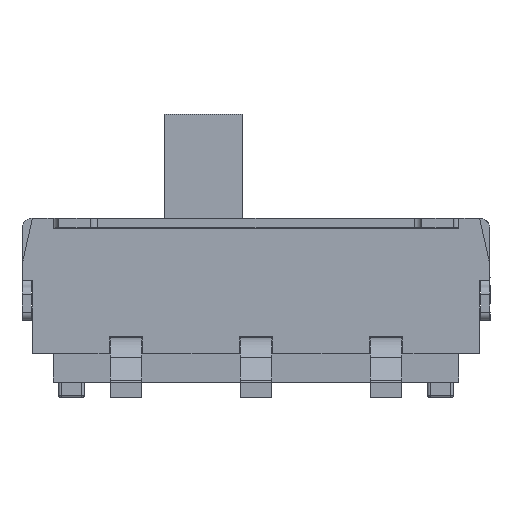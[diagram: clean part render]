
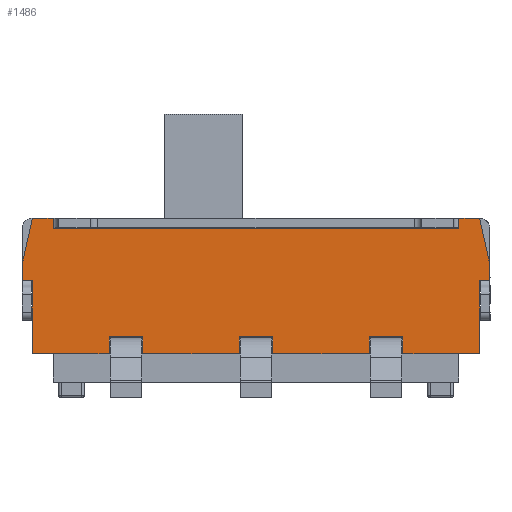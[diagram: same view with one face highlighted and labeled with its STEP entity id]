
A CAD part, front view. The second image highlights one B-rep face of the part: STEP entity #1486.
In plain terms, the highlighted free-form (B-spline) face has degree [1, 1] with [2, 2] control points.
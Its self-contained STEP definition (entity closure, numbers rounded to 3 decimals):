
#1110 = VERTEX_POINT('',#1111);
#1111 = CARTESIAN_POINT('',(3.9,-1.775,3.25));
#1116 = EDGE_CURVE('',#1117,#1110,#1119,.T.);
#1117 = VERTEX_POINT('',#1118);
#1118 = CARTESIAN_POINT('',(-3.9,-1.775,3.25));
#1119 = B_SPLINE_CURVE_WITH_KNOTS('',1,(#1120,#1121),.UNSPECIFIED.,.F.,
  .F.,(2,2),(0.,7.8),.PIECEWISE_BEZIER_KNOTS.);
#1120 = CARTESIAN_POINT('',(-3.9,-1.775,3.25));
#1121 = CARTESIAN_POINT('',(3.9,-1.775,3.25));
#1426 = EDGE_CURVE('',#1427,#1429,#1431,.T.);
#1427 = VERTEX_POINT('',#1428);
#1428 = CARTESIAN_POINT('',(2.175,-1.775,1.17));
#1429 = VERTEX_POINT('',#1430);
#1430 = CARTESIAN_POINT('',(2.825,-1.775,1.17));
#1431 = B_SPLINE_CURVE_WITH_KNOTS('',1,(#1432,#1433),.UNSPECIFIED.,.F.,
  .F.,(2,2),(0.,0.65),.PIECEWISE_BEZIER_KNOTS.);
#1432 = CARTESIAN_POINT('',(2.175,-1.775,1.17));
#1433 = CARTESIAN_POINT('',(2.825,-1.775,1.17));
#1486 = ADVANCED_FACE('',(#1487),#1655,.T.);
#1487 = FACE_BOUND('',#1488,.F.);
#1488 = EDGE_LOOP('',(#1489,#1490,#1497,#1504,#1511,#1518,#1525,#1532,
    #1539,#1546,#1553,#1560,#1567,#1574,#1581,#1588,#1595,#1600,#1601,
    #1608,#1615,#1622,#1629,#1636,#1643,#1650));
#1489 = ORIENTED_EDGE('',*,*,#1426,.F.);
#1490 = ORIENTED_EDGE('',*,*,#1491,.F.);
#1491 = EDGE_CURVE('',#1492,#1427,#1494,.T.);
#1492 = VERTEX_POINT('',#1493);
#1493 = CARTESIAN_POINT('',(2.175,-1.775,0.85));
#1494 = B_SPLINE_CURVE_WITH_KNOTS('',1,(#1495,#1496),.UNSPECIFIED.,.F.,
  .F.,(2,2),(0.,0.32),.PIECEWISE_BEZIER_KNOTS.);
#1495 = CARTESIAN_POINT('',(2.175,-1.775,0.85));
#1496 = CARTESIAN_POINT('',(2.175,-1.775,1.17));
#1497 = ORIENTED_EDGE('',*,*,#1498,.F.);
#1498 = EDGE_CURVE('',#1499,#1492,#1501,.T.);
#1499 = VERTEX_POINT('',#1500);
#1500 = CARTESIAN_POINT('',(0.325,-1.775,0.85));
#1501 = B_SPLINE_CURVE_WITH_KNOTS('',1,(#1502,#1503),.UNSPECIFIED.,.F.,
  .F.,(2,2),(0.,1.85),.PIECEWISE_BEZIER_KNOTS.);
#1502 = CARTESIAN_POINT('',(0.325,-1.775,0.85));
#1503 = CARTESIAN_POINT('',(2.175,-1.775,0.85));
#1504 = ORIENTED_EDGE('',*,*,#1505,.T.);
#1505 = EDGE_CURVE('',#1499,#1506,#1508,.T.);
#1506 = VERTEX_POINT('',#1507);
#1507 = CARTESIAN_POINT('',(0.325,-1.775,1.17));
#1508 = B_SPLINE_CURVE_WITH_KNOTS('',1,(#1509,#1510),.UNSPECIFIED.,.F.,
  .F.,(2,2),(0.,0.32),.PIECEWISE_BEZIER_KNOTS.);
#1509 = CARTESIAN_POINT('',(0.325,-1.775,0.85));
#1510 = CARTESIAN_POINT('',(0.325,-1.775,1.17));
#1511 = ORIENTED_EDGE('',*,*,#1512,.F.);
#1512 = EDGE_CURVE('',#1513,#1506,#1515,.T.);
#1513 = VERTEX_POINT('',#1514);
#1514 = CARTESIAN_POINT('',(-0.325,-1.775,1.17));
#1515 = B_SPLINE_CURVE_WITH_KNOTS('',1,(#1516,#1517),.UNSPECIFIED.,.F.,
  .F.,(2,2),(0.,0.65),.PIECEWISE_BEZIER_KNOTS.);
#1516 = CARTESIAN_POINT('',(-0.325,-1.775,1.17));
#1517 = CARTESIAN_POINT('',(0.325,-1.775,1.17));
#1518 = ORIENTED_EDGE('',*,*,#1519,.F.);
#1519 = EDGE_CURVE('',#1520,#1513,#1522,.T.);
#1520 = VERTEX_POINT('',#1521);
#1521 = CARTESIAN_POINT('',(-0.325,-1.775,0.85));
#1522 = B_SPLINE_CURVE_WITH_KNOTS('',1,(#1523,#1524),.UNSPECIFIED.,.F.,
  .F.,(2,2),(0.,0.32),.PIECEWISE_BEZIER_KNOTS.);
#1523 = CARTESIAN_POINT('',(-0.325,-1.775,0.85));
#1524 = CARTESIAN_POINT('',(-0.325,-1.775,1.17));
#1525 = ORIENTED_EDGE('',*,*,#1526,.F.);
#1526 = EDGE_CURVE('',#1527,#1520,#1529,.T.);
#1527 = VERTEX_POINT('',#1528);
#1528 = CARTESIAN_POINT('',(-2.175,-1.775,0.85));
#1529 = B_SPLINE_CURVE_WITH_KNOTS('',1,(#1530,#1531),.UNSPECIFIED.,.F.,
  .F.,(2,2),(0.,1.85),.PIECEWISE_BEZIER_KNOTS.);
#1530 = CARTESIAN_POINT('',(-2.175,-1.775,0.85));
#1531 = CARTESIAN_POINT('',(-0.325,-1.775,0.85));
#1532 = ORIENTED_EDGE('',*,*,#1533,.T.);
#1533 = EDGE_CURVE('',#1527,#1534,#1536,.T.);
#1534 = VERTEX_POINT('',#1535);
#1535 = CARTESIAN_POINT('',(-2.175,-1.775,1.17));
#1536 = B_SPLINE_CURVE_WITH_KNOTS('',1,(#1537,#1538),.UNSPECIFIED.,.F.,
  .F.,(2,2),(0.,0.32),.PIECEWISE_BEZIER_KNOTS.);
#1537 = CARTESIAN_POINT('',(-2.175,-1.775,0.85));
#1538 = CARTESIAN_POINT('',(-2.175,-1.775,1.17));
#1539 = ORIENTED_EDGE('',*,*,#1540,.F.);
#1540 = EDGE_CURVE('',#1541,#1534,#1543,.T.);
#1541 = VERTEX_POINT('',#1542);
#1542 = CARTESIAN_POINT('',(-2.825,-1.775,1.17));
#1543 = B_SPLINE_CURVE_WITH_KNOTS('',1,(#1544,#1545),.UNSPECIFIED.,.F.,
  .F.,(2,2),(0.,0.65),.PIECEWISE_BEZIER_KNOTS.);
#1544 = CARTESIAN_POINT('',(-2.825,-1.775,1.17));
#1545 = CARTESIAN_POINT('',(-2.175,-1.775,1.17));
#1546 = ORIENTED_EDGE('',*,*,#1547,.F.);
#1547 = EDGE_CURVE('',#1548,#1541,#1550,.T.);
#1548 = VERTEX_POINT('',#1549);
#1549 = CARTESIAN_POINT('',(-2.825,-1.775,0.85));
#1550 = B_SPLINE_CURVE_WITH_KNOTS('',1,(#1551,#1552),.UNSPECIFIED.,.F.,
  .F.,(2,2),(0.,0.32),.PIECEWISE_BEZIER_KNOTS.);
#1551 = CARTESIAN_POINT('',(-2.825,-1.775,0.85));
#1552 = CARTESIAN_POINT('',(-2.825,-1.775,1.17));
#1553 = ORIENTED_EDGE('',*,*,#1554,.F.);
#1554 = EDGE_CURVE('',#1555,#1548,#1557,.T.);
#1555 = VERTEX_POINT('',#1556);
#1556 = CARTESIAN_POINT('',(-4.3,-1.775,0.85));
#1557 = B_SPLINE_CURVE_WITH_KNOTS('',1,(#1558,#1559),.UNSPECIFIED.,.F.,
  .F.,(2,2),(0.,1.475),.PIECEWISE_BEZIER_KNOTS.);
#1558 = CARTESIAN_POINT('',(-4.3,-1.775,0.85));
#1559 = CARTESIAN_POINT('',(-2.825,-1.775,0.85));
#1560 = ORIENTED_EDGE('',*,*,#1561,.T.);
#1561 = EDGE_CURVE('',#1555,#1562,#1564,.T.);
#1562 = VERTEX_POINT('',#1563);
#1563 = CARTESIAN_POINT('',(-4.3,-1.775,2.25));
#1564 = B_SPLINE_CURVE_WITH_KNOTS('',1,(#1565,#1566),.UNSPECIFIED.,.F.,
  .F.,(2,2),(0.,1.4),.PIECEWISE_BEZIER_KNOTS.);
#1565 = CARTESIAN_POINT('',(-4.3,-1.775,0.85));
#1566 = CARTESIAN_POINT('',(-4.3,-1.775,2.25));
#1567 = ORIENTED_EDGE('',*,*,#1568,.F.);
#1568 = EDGE_CURVE('',#1569,#1562,#1571,.T.);
#1569 = VERTEX_POINT('',#1570);
#1570 = CARTESIAN_POINT('',(-4.5,-1.775,2.25));
#1571 = B_SPLINE_CURVE_WITH_KNOTS('',1,(#1572,#1573),.UNSPECIFIED.,.F.,
  .F.,(2,2),(0.,0.2),.PIECEWISE_BEZIER_KNOTS.);
#1572 = CARTESIAN_POINT('',(-4.5,-1.775,2.25));
#1573 = CARTESIAN_POINT('',(-4.3,-1.775,2.25));
#1574 = ORIENTED_EDGE('',*,*,#1575,.T.);
#1575 = EDGE_CURVE('',#1569,#1576,#1578,.T.);
#1576 = VERTEX_POINT('',#1577);
#1577 = CARTESIAN_POINT('',(-4.5,-1.775,2.55));
#1578 = B_SPLINE_CURVE_WITH_KNOTS('',1,(#1579,#1580),.UNSPECIFIED.,.F.,
  .F.,(2,2),(0.,0.3),.PIECEWISE_BEZIER_KNOTS.);
#1579 = CARTESIAN_POINT('',(-4.5,-1.775,2.25));
#1580 = CARTESIAN_POINT('',(-4.5,-1.775,2.55));
#1581 = ORIENTED_EDGE('',*,*,#1582,.F.);
#1582 = EDGE_CURVE('',#1583,#1576,#1585,.T.);
#1583 = VERTEX_POINT('',#1584);
#1584 = CARTESIAN_POINT('',(-4.3,-1.775,3.45));
#1585 = B_SPLINE_CURVE_WITH_KNOTS('',1,(#1586,#1587),.UNSPECIFIED.,.F.,
  .F.,(2,2),(0.,0.922),.PIECEWISE_BEZIER_KNOTS.);
#1586 = CARTESIAN_POINT('',(-4.3,-1.775,3.45));
#1587 = CARTESIAN_POINT('',(-4.5,-1.775,2.55));
#1588 = ORIENTED_EDGE('',*,*,#1589,.T.);
#1589 = EDGE_CURVE('',#1583,#1590,#1592,.T.);
#1590 = VERTEX_POINT('',#1591);
#1591 = CARTESIAN_POINT('',(-3.9,-1.775,3.45));
#1592 = B_SPLINE_CURVE_WITH_KNOTS('',1,(#1593,#1594),.UNSPECIFIED.,.F.,
  .F.,(2,2),(0.,0.4),.PIECEWISE_BEZIER_KNOTS.);
#1593 = CARTESIAN_POINT('',(-4.3,-1.775,3.45));
#1594 = CARTESIAN_POINT('',(-3.9,-1.775,3.45));
#1595 = ORIENTED_EDGE('',*,*,#1596,.T.);
#1596 = EDGE_CURVE('',#1590,#1117,#1597,.T.);
#1597 = B_SPLINE_CURVE_WITH_KNOTS('',1,(#1598,#1599),.UNSPECIFIED.,.F.,
  .F.,(2,2),(0.,0.2),.PIECEWISE_BEZIER_KNOTS.);
#1598 = CARTESIAN_POINT('',(-3.9,-1.775,3.45));
#1599 = CARTESIAN_POINT('',(-3.9,-1.775,3.25));
#1600 = ORIENTED_EDGE('',*,*,#1116,.T.);
#1601 = ORIENTED_EDGE('',*,*,#1602,.F.);
#1602 = EDGE_CURVE('',#1603,#1110,#1605,.T.);
#1603 = VERTEX_POINT('',#1604);
#1604 = CARTESIAN_POINT('',(3.9,-1.775,3.45));
#1605 = B_SPLINE_CURVE_WITH_KNOTS('',1,(#1606,#1607),.UNSPECIFIED.,.F.,
  .F.,(2,2),(0.,0.2),.PIECEWISE_BEZIER_KNOTS.);
#1606 = CARTESIAN_POINT('',(3.9,-1.775,3.45));
#1607 = CARTESIAN_POINT('',(3.9,-1.775,3.25));
#1608 = ORIENTED_EDGE('',*,*,#1609,.T.);
#1609 = EDGE_CURVE('',#1603,#1610,#1612,.T.);
#1610 = VERTEX_POINT('',#1611);
#1611 = CARTESIAN_POINT('',(4.3,-1.775,3.45));
#1612 = B_SPLINE_CURVE_WITH_KNOTS('',1,(#1613,#1614),.UNSPECIFIED.,.F.,
  .F.,(2,2),(0.,0.4),.PIECEWISE_BEZIER_KNOTS.);
#1613 = CARTESIAN_POINT('',(3.9,-1.775,3.45));
#1614 = CARTESIAN_POINT('',(4.3,-1.775,3.45));
#1615 = ORIENTED_EDGE('',*,*,#1616,.F.);
#1616 = EDGE_CURVE('',#1617,#1610,#1619,.T.);
#1617 = VERTEX_POINT('',#1618);
#1618 = CARTESIAN_POINT('',(4.5,-1.775,2.55));
#1619 = B_SPLINE_CURVE_WITH_KNOTS('',1,(#1620,#1621),.UNSPECIFIED.,.F.,
  .F.,(2,2),(0.,0.922),.PIECEWISE_BEZIER_KNOTS.);
#1620 = CARTESIAN_POINT('',(4.5,-1.775,2.55));
#1621 = CARTESIAN_POINT('',(4.3,-1.775,3.45));
#1622 = ORIENTED_EDGE('',*,*,#1623,.F.);
#1623 = EDGE_CURVE('',#1624,#1617,#1626,.T.);
#1624 = VERTEX_POINT('',#1625);
#1625 = CARTESIAN_POINT('',(4.5,-1.775,2.25));
#1626 = B_SPLINE_CURVE_WITH_KNOTS('',1,(#1627,#1628),.UNSPECIFIED.,.F.,
  .F.,(2,2),(0.,0.3),.PIECEWISE_BEZIER_KNOTS.);
#1627 = CARTESIAN_POINT('',(4.5,-1.775,2.25));
#1628 = CARTESIAN_POINT('',(4.5,-1.775,2.55));
#1629 = ORIENTED_EDGE('',*,*,#1630,.T.);
#1630 = EDGE_CURVE('',#1624,#1631,#1633,.T.);
#1631 = VERTEX_POINT('',#1632);
#1632 = CARTESIAN_POINT('',(4.3,-1.775,2.25));
#1633 = B_SPLINE_CURVE_WITH_KNOTS('',1,(#1634,#1635),.UNSPECIFIED.,.F.,
  .F.,(2,2),(0.,0.2),.PIECEWISE_BEZIER_KNOTS.);
#1634 = CARTESIAN_POINT('',(4.5,-1.775,2.25));
#1635 = CARTESIAN_POINT('',(4.3,-1.775,2.25));
#1636 = ORIENTED_EDGE('',*,*,#1637,.F.);
#1637 = EDGE_CURVE('',#1638,#1631,#1640,.T.);
#1638 = VERTEX_POINT('',#1639);
#1639 = CARTESIAN_POINT('',(4.3,-1.775,0.85));
#1640 = B_SPLINE_CURVE_WITH_KNOTS('',1,(#1641,#1642),.UNSPECIFIED.,.F.,
  .F.,(2,2),(0.,1.4),.PIECEWISE_BEZIER_KNOTS.);
#1641 = CARTESIAN_POINT('',(4.3,-1.775,0.85));
#1642 = CARTESIAN_POINT('',(4.3,-1.775,2.25));
#1643 = ORIENTED_EDGE('',*,*,#1644,.F.);
#1644 = EDGE_CURVE('',#1645,#1638,#1647,.T.);
#1645 = VERTEX_POINT('',#1646);
#1646 = CARTESIAN_POINT('',(2.825,-1.775,0.85));
#1647 = B_SPLINE_CURVE_WITH_KNOTS('',1,(#1648,#1649),.UNSPECIFIED.,.F.,
  .F.,(2,2),(0.,1.475),.PIECEWISE_BEZIER_KNOTS.);
#1648 = CARTESIAN_POINT('',(2.825,-1.775,0.85));
#1649 = CARTESIAN_POINT('',(4.3,-1.775,0.85));
#1650 = ORIENTED_EDGE('',*,*,#1651,.T.);
#1651 = EDGE_CURVE('',#1645,#1429,#1652,.T.);
#1652 = B_SPLINE_CURVE_WITH_KNOTS('',1,(#1653,#1654),.UNSPECIFIED.,.F.,
  .F.,(2,2),(0.,0.32),.PIECEWISE_BEZIER_KNOTS.);
#1653 = CARTESIAN_POINT('',(2.825,-1.775,0.85));
#1654 = CARTESIAN_POINT('',(2.825,-1.775,1.17));
#1655 = B_SPLINE_SURFACE_WITH_KNOTS('',1,1,(
    (#1656,#1657)
    ,(#1658,#1659
    )),.UNSPECIFIED.,.F.,.F.,.F.,(2,2),(2,2),(0.,9.),(
    0.,2.6),.PIECEWISE_BEZIER_KNOTS.);
#1656 = CARTESIAN_POINT('',(-4.5,-1.775,0.85));
#1657 = CARTESIAN_POINT('',(-4.5,-1.775,3.45));
#1658 = CARTESIAN_POINT('',(4.5,-1.775,0.85));
#1659 = CARTESIAN_POINT('',(4.5,-1.775,3.45));
